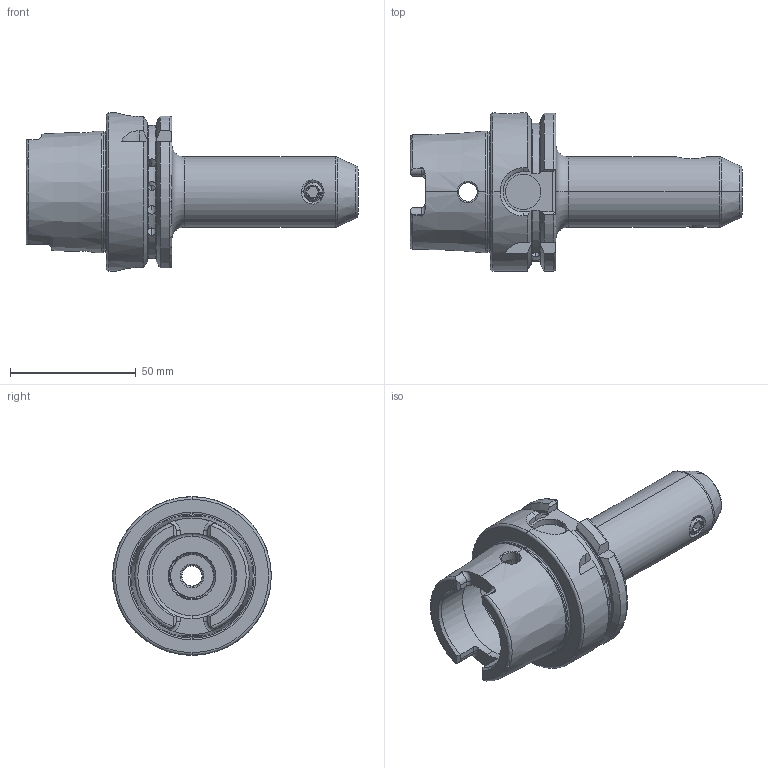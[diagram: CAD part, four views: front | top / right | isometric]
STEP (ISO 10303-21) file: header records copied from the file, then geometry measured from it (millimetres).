
FILE_DESCRIPTION (( 'STEP AP203' ), '1' );
FILE_NAME ('A63.04.08.1.STEP', '2016-09-01T03:54:52', ( '' ), ( '' ), 'SwSTEP 2.0', 'SolidWorks 2012', '' );
FILE_SCHEMA (( 'CONFIG_CONTROL_DESIGN' ));
Products named in the file (3): A63.04.08.1; 側固8_M8x1.25_10L
Assembly tree (2 placements, depth 2):
  A63.04.08.1
    A63.04.08.1
    側固8_M8x1.25_10L
Bounding box: 132 x 63 x 63 mm (x, y, z)
Volume: 120529.4 mm3; surface area: 32222.5 mm2
Topology: 2 solids, 2 shells, 294 faces, 789 edges, 498 vertices
Faces by surface type: cylinder 111, plane 69, cone 44, bspline 35, torus 33, sphere 2
Entity records: 30375 total; most frequent: CARTESIAN_POINT 23535, ORIENTED_EDGE 1554, DIRECTION 1149, EDGE_CURVE 777, VERTEX_POINT 498, AXIS2_PLACEMENT_3D 454, EDGE_LOOP 313, FACE_OUTER_BOUND 294
